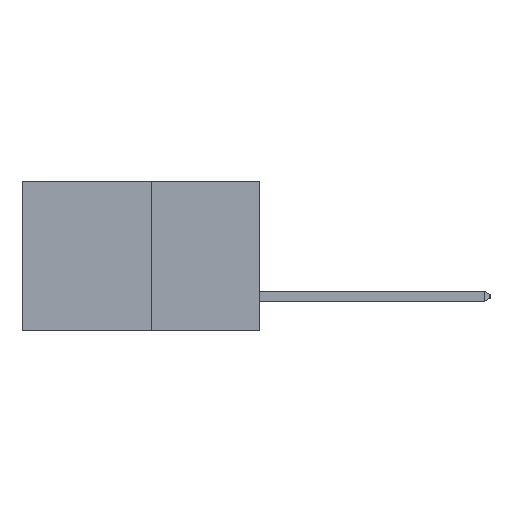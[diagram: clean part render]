
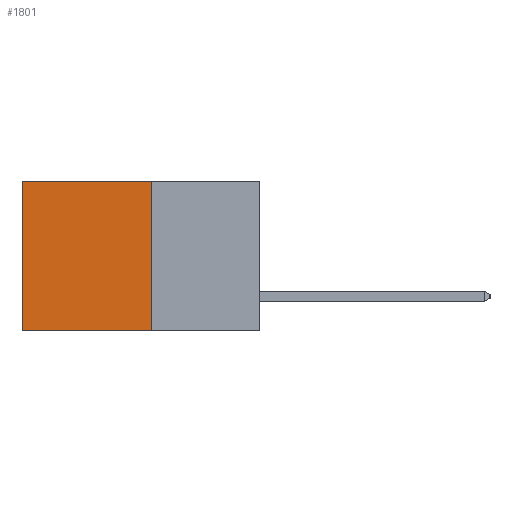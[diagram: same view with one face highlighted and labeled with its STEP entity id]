
A CAD part, left-side view. The second image highlights one B-rep face of the part: STEP entity #1801.
In plain terms, the highlighted planar face has unit normal (-1, 0, 0).
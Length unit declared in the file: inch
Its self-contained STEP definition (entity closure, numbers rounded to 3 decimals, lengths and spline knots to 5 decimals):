
#74 = CARTESIAN_POINT ( 'NONE',  ( 0.277, 0.59, -0.37 ) ) ;
#182 = VECTOR ( 'NONE', #7110, 39.37008 ) ;
#583 = CARTESIAN_POINT ( 'NONE',  ( 0.277, 0.59, 0. ) ) ;
#664 = LINE ( 'NONE', #6276, #4137 ) ;
#833 = DIRECTION ( 'NONE',  ( 1., 0., 0. ) ) ;
#968 = PLANE ( 'NONE',  #7586 ) ;
#1197 = ORIENTED_EDGE ( 'NONE', *, *, #6717, .F. ) ;
#1801 = ADVANCED_FACE ( 'NONE', ( #7362 ), #968, .F. ) ;
#1982 = EDGE_CURVE ( 'NONE', #5735, #7391, #7691, .T. ) ;
#2551 = VERTEX_POINT ( 'NONE', #8464 ) ;
#2779 = DIRECTION ( 'NONE',  ( 0., 1., 0. ) ) ;
#3151 = EDGE_CURVE ( 'NONE', #3171, #2551, #3864, .T. ) ;
#3171 = VERTEX_POINT ( 'NONE', #6989 ) ;
#3276 = DIRECTION ( 'NONE',  ( 0., 0., -1. ) ) ;
#3583 = DIRECTION ( 'NONE',  ( 0., 1., 0. ) ) ;
#3864 = LINE ( 'NONE', #7316, #182 ) ;
#4009 = ORIENTED_EDGE ( 'NONE', *, *, #6806, .T. ) ;
#4130 = CARTESIAN_POINT ( 'NONE',  ( 0.277, 0.27, -0.37 ) ) ;
#4137 = VECTOR ( 'NONE', #2779, 39.37008 ) ;
#5343 = LINE ( 'NONE', #7750, #7167 ) ;
#5735 = VERTEX_POINT ( 'NONE', #583 ) ;
#5872 = VECTOR ( 'NONE', #6706, 39.37008 ) ;
#6057 = CARTESIAN_POINT ( 'NONE',  ( 0.277, 0.59, -0.37 ) ) ;
#6275 = ORIENTED_EDGE ( 'NONE', *, *, #1982, .T. ) ;
#6276 = CARTESIAN_POINT ( 'NONE',  ( 0.277, 0.27, -0.37 ) ) ;
#6333 = ORIENTED_EDGE ( 'NONE', *, *, #3151, .F. ) ;
#6706 = DIRECTION ( 'NONE',  ( 0., 0., -1. ) ) ;
#6717 = EDGE_CURVE ( 'NONE', #2551, #7391, #664, .T. ) ;
#6806 = EDGE_CURVE ( 'NONE', #3171, #5735, #5343, .T. ) ;
#6989 = CARTESIAN_POINT ( 'NONE',  ( 0.277, 0.27, 0. ) ) ;
#7110 = DIRECTION ( 'NONE',  ( 0., 0., -1. ) ) ;
#7167 = VECTOR ( 'NONE', #3583, 39.37008 ) ;
#7255 = EDGE_LOOP ( 'NONE', ( #6275, #1197, #6333, #4009 ) ) ;
#7316 = CARTESIAN_POINT ( 'NONE',  ( 0.277, 0.27, -0.37 ) ) ;
#7362 = FACE_OUTER_BOUND ( 'NONE', #7255, .T. ) ;
#7391 = VERTEX_POINT ( 'NONE', #74 ) ;
#7586 = AXIS2_PLACEMENT_3D ( 'NONE', #4130, #833, #3276 ) ;
#7691 = LINE ( 'NONE', #6057, #5872 ) ;
#7750 = CARTESIAN_POINT ( 'NONE',  ( 0.277, 0.27, 0. ) ) ;
#8464 = CARTESIAN_POINT ( 'NONE',  ( 0.277, 0.27, -0.37 ) ) ;
